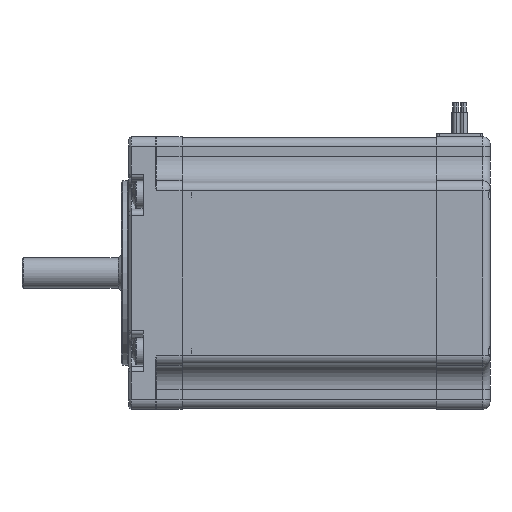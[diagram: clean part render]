
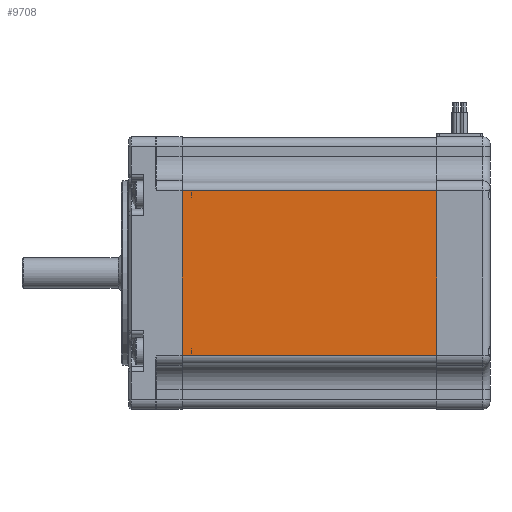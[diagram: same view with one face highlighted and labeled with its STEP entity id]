
A CAD part, left-side view. The second image highlights one B-rep face of the part: STEP entity #9708.
In plain terms, the highlighted planar face has unit normal (-1, 0, 0).
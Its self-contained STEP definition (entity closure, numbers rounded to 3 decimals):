
#126 = DIRECTION ( 'NONE',  ( 0., 0., -1. ) ) ;
#187 = ORIENTED_EDGE ( 'NONE', *, *, #7096, .T. ) ;
#486 = CARTESIAN_POINT ( 'NONE',  ( -27.85, 11., -17. ) ) ;
#918 = PLANE ( 'NONE',  #4547 ) ;
#1449 = EDGE_CURVE ( 'NONE', #11801, #6161, #11974, .T. ) ;
#2254 = CARTESIAN_POINT ( 'NONE',  ( -27.85, 63.5, 17. ) ) ;
#2337 = CARTESIAN_POINT ( 'NONE',  ( -27.85, 74.5, 17. ) ) ;
#2407 = DIRECTION ( 'NONE',  ( 0., -1., 0. ) ) ;
#3224 = VECTOR ( 'NONE', #2407, 1000. ) ;
#3361 = VECTOR ( 'NONE', #9537, 1000. ) ;
#3467 = ORIENTED_EDGE ( 'NONE', *, *, #13064, .T. ) ;
#3894 = VERTEX_POINT ( 'NONE', #2254 ) ;
#3904 = VERTEX_POINT ( 'NONE', #11042 ) ;
#4547 = AXIS2_PLACEMENT_3D ( 'NONE', #5417, #8796, #126 ) ;
#4739 = LINE ( 'NONE', #13583, #10826 ) ;
#5021 = EDGE_LOOP ( 'NONE', ( #11105, #3467, #9046, #187 ) ) ;
#5156 = CARTESIAN_POINT ( 'NONE',  ( -27.85, 74.5, -17. ) ) ;
#5417 = CARTESIAN_POINT ( 'NONE',  ( -27.85, 74.5, 17. ) ) ;
#5906 = DIRECTION ( 'NONE',  ( 0., 0., 1. ) ) ;
#6161 = VERTEX_POINT ( 'NONE', #486 ) ;
#6497 = CARTESIAN_POINT ( 'NONE',  ( -27.85, 63.5, -17. ) ) ;
#7096 = EDGE_CURVE ( 'NONE', #3894, #11801, #12824, .T. ) ;
#8796 = DIRECTION ( 'NONE',  ( 1., 0., 0. ) ) ;
#9046 = ORIENTED_EDGE ( 'NONE', *, *, #10926, .F. ) ;
#9537 = DIRECTION ( 'NONE',  ( 0., -1., 0. ) ) ;
#9568 = CARTESIAN_POINT ( 'NONE',  ( -27.85, 63.5, 17. ) ) ;
#9708 = ADVANCED_FACE ( 'NONE', ( #10704 ), #918, .F. ) ;
#10704 = FACE_OUTER_BOUND ( 'NONE', #5021, .T. ) ;
#10826 = VECTOR ( 'NONE', #5906, 1000. ) ;
#10916 = LINE ( 'NONE', #2337, #3224 ) ;
#10926 = EDGE_CURVE ( 'NONE', #3894, #3904, #10916, .T. ) ;
#11042 = CARTESIAN_POINT ( 'NONE',  ( -27.85, 11., 17. ) ) ;
#11105 = ORIENTED_EDGE ( 'NONE', *, *, #1449, .T. ) ;
#11801 = VERTEX_POINT ( 'NONE', #6497 ) ;
#11974 = LINE ( 'NONE', #5156, #3361 ) ;
#12214 = VECTOR ( 'NONE', #13855, 1000. ) ;
#12824 = LINE ( 'NONE', #9568, #12214 ) ;
#13064 = EDGE_CURVE ( 'NONE', #6161, #3904, #4739, .T. ) ;
#13583 = CARTESIAN_POINT ( 'NONE',  ( -27.85, 11., 17. ) ) ;
#13855 = DIRECTION ( 'NONE',  ( 0., 0., -1. ) ) ;
